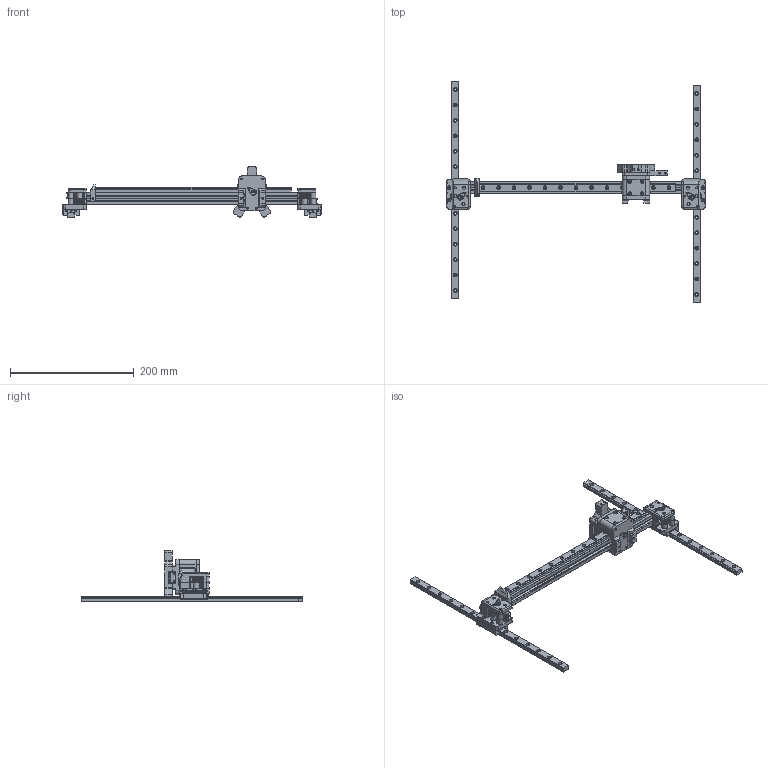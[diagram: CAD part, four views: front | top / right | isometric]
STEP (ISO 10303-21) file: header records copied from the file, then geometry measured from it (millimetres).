
FILE_DESCRIPTION(/* description */ ('STEP AP242','CAx-IF Rec.Pracs.---Representation and Presentation of Product Manufacturing Information (PMI)---4.0---2014-10-13','CAx-IF Rec.Pracs.---3D Tessellated Geometry---0.4---2014-09-14','2;1'),/* implementation_level */ '2;1');
FILE_NAME(/* name */ '68364273e4afb246b980a2ac',/* time_stamp */ '2025-05-27T22:53:41Z',/* author */ (''),/* organization */ (''),/* preprocessor_version */ 'ST-DEVELOPER v20',/* originating_system */ 'ONSHAPE BY PTC INC, 1.198',/* authorisation */ ' ');
FILE_SCHEMA (('AP242_MANAGED_MODEL_BASED_3D_ENGINEERING_MIM_LF { 1 0 10303 442 1 1 4 }'));
Products named in the file (36): X axis; Part 5; Part 2 (2); 2020 extrusion 370mm; 350mm linear rail <2>; MGN12H Carriage; MGN12 350mm Rail; Left X joint bottom; Right X joint bottom; Pin 5 x 30; Left X joint top; SHIM (1); toothed idler <1>; Part 4; Part 1 (5); Part 3 (1); F695 Bearing (1); Right X joint top; Single Flange Stack <1>; 320mm linear rail <1>; MGN12 320mm Rail; 350mm linear rail <1>; Rail End Stop; Toolhead carriage <1>; m3 x 16mm dowel pin; m3 x 30mm dowel pin (4); Carraige - spring plate; spring OD6 ID5; Carraige - Belt clampx2; m3 x 20mm dowel pin; Carraige - Rail mount; Carraige - lock clamp; Carraige - lock slider; Carraige - bottom; Carraige - front belt plate; Carraige - back plate
Assembly tree (70 placements, depth 3):
  X axis
    Part 5
    Part 2 (2)
    2020 extrusion 370mm
    350mm linear rail <2>
      MGN12H Carriage
      MGN12 350mm Rail
    Left X joint bottom
    Right X joint bottom
    Pin 5 x 30  x4
    Left X joint top
    SHIM (1)  x3
    toothed idler <1>
      Part 4
      Part 2 (2)
      Part 1 (5)
      Part 3 (1)
      Part 5
    Part 4
    F695 Bearing (1)  x2
    Right X joint top
    Part 3 (1)
    Single Flange Stack <1>
      SHIM (1)  x3
      F695 Bearing (1)  x2
    320mm linear rail <1>
      MGN12H Carriage
      MGN12 320mm Rail
    350mm linear rail <1>
      MGN12 350mm Rail
      MGN12H Carriage
    Rail End Stop
    Toolhead carriage <1>
      m3 x 16mm dowel pin  x8
      m3 x 30mm dowel pin (4)  x2
      Carraige - spring plate
      spring OD6 ID5  x6
      Carraige - Belt clampx2  x2
      m3 x 20mm dowel pin  x3
      Carraige - Rail mount
      Carraige - lock clamp
      Carraige - lock slider
      Carraige - bottom
      Carraige - front belt plate
      Carraige - back plate
    Part 1 (5)
Bounding box: 417 x 356.44 x 81.78 mm (x, y, z)
Volume: 329980.2 mm3; surface area: 211053.9 mm2
Topology: 64 solids, 70 shells, 2857 faces, 7573 edges, 5038 vertices
Faces by surface type: plane 1536, cylinder 904, sphere 176, cone 119, bspline 70, torus 52
Full cylindrical faces by diameter (mm): 2.3 x6, 2.5 x18, 3 x22, 3.15 x56, 3.5 x53, 4 x1, 4.2 x1, 4.5 x6, 4.7 x16, 5 x18, 5.2 x14, 5.4 x6, 5.8 x4, 5.9 x4, 6 x65, 6.25 x4, 6.35 x1, 6.5 x6, 7 x4, 7.7 x4, 8.2 x4, 9 x15, 9.2 x1, 10 x14, 11.5 x4, 11.75 x4, 12 x8, 13 x4, 15 x4, 18 x4
Entity records: 62710 total; most frequent: CARTESIAN_POINT 12150, DIRECTION 10314, ORIENTED_EDGE 9586, EDGE_CURVE 4793, AXIS2_PLACEMENT_3D 3702, VERTEX_POINT 3379, LINE 2910, VECTOR 2910
